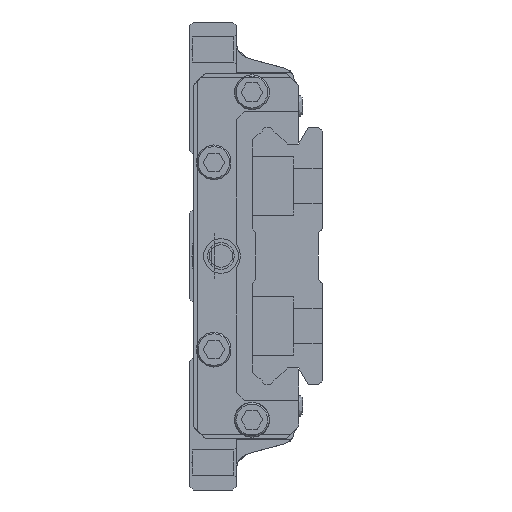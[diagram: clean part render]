
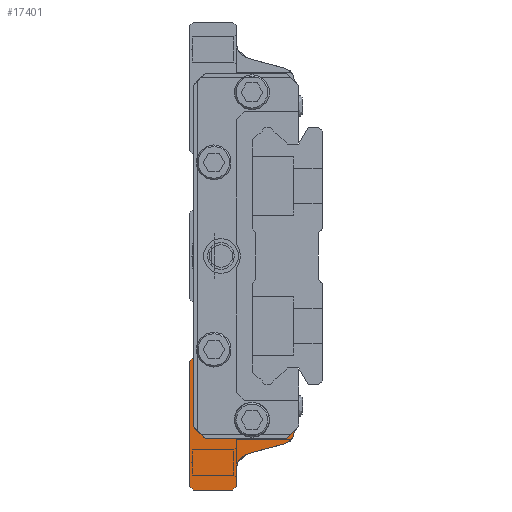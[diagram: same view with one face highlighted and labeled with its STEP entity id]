
A CAD part, left-side view. The second image highlights one B-rep face of the part: STEP entity #17401.
In plain terms, the highlighted planar face has unit normal (-1, 0, 0).
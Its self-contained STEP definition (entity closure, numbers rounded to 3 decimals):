
#250 = VECTOR ( 'NONE', #23709, 1000. ) ;
#549 = ORIENTED_EDGE ( 'NONE', *, *, #11245, .T. ) ;
#1406 = VECTOR ( 'NONE', #15984, 1000. ) ;
#1676 = CARTESIAN_POINT ( 'NONE',  ( -16.8, 9., -30. ) ) ;
#2323 = LINE ( 'NONE', #7100, #4187 ) ;
#2436 = DIRECTION ( 'NONE',  ( 0., 0., -1. ) ) ;
#2603 = ORIENTED_EDGE ( 'NONE', *, *, #13767, .F. ) ;
#2906 = LINE ( 'NONE', #27192, #31440 ) ;
#2908 = VERTEX_POINT ( 'NONE', #4954 ) ;
#3952 = VERTEX_POINT ( 'NONE', #16584 ) ;
#4187 = VECTOR ( 'NONE', #9635, 1000. ) ;
#4237 = ORIENTED_EDGE ( 'NONE', *, *, #27456, .F. ) ;
#4452 = ORIENTED_EDGE ( 'NONE', *, *, #13931, .T. ) ;
#4505 = ORIENTED_EDGE ( 'NONE', *, *, #23770, .F. ) ;
#4695 = ORIENTED_EDGE ( 'NONE', *, *, #27601, .F. ) ;
#4954 = CARTESIAN_POINT ( 'NONE',  ( -16.8, 14.5, -29.5 ) ) ;
#4970 = CARTESIAN_POINT ( 'NONE',  ( -16.8, 0.5, 21.9 ) ) ;
#5088 = CARTESIAN_POINT ( 'NONE',  ( -16.8, 6.5, -30. ) ) ;
#5220 = VERTEX_POINT ( 'NONE', #1676 ) ;
#5593 = VERTEX_POINT ( 'NONE', #27397 ) ;
#5948 = DIRECTION ( 'NONE',  ( 1., 0., 0. ) ) ;
#6393 = ORIENTED_EDGE ( 'NONE', *, *, #29203, .T. ) ;
#6909 = CARTESIAN_POINT ( 'NONE',  ( -16.8, 8.5, -27.264 ) ) ;
#6936 = CARTESIAN_POINT ( 'NONE',  ( -16.8, 1.103, -22.5 ) ) ;
#7066 = DIRECTION ( 'NONE',  ( -1., 0., 0. ) ) ;
#7100 = CARTESIAN_POINT ( 'NONE',  ( -16.8, 14.5, 27.264 ) ) ;
#7637 = DIRECTION ( 'NONE',  ( 0., 0., -1. ) ) ;
#7937 = VECTOR ( 'NONE', #16815, 1000. ) ;
#8259 = CARTESIAN_POINT ( 'NONE',  ( -16.8, 2.212, -24.045 ) ) ;
#8584 = LINE ( 'NONE', #18331, #17796 ) ;
#8649 = CIRCLE ( 'NONE', #27000, 2. ) ;
#8695 = LINE ( 'NONE', #16026, #250 ) ;
#8818 = DIRECTION ( 'NONE',  ( 0., -0.709, 0.705 ) ) ;
#9431 = EDGE_CURVE ( 'NONE', #5220, #3952, #8695, .T. ) ;
#9635 = DIRECTION ( 'NONE',  ( 0., 0., 1. ) ) ;
#9859 = CARTESIAN_POINT ( 'NONE',  ( -16.8, 8.5, 27.264 ) ) ;
#10125 = CARTESIAN_POINT ( 'NONE',  ( -16.8, 12.5, -23.4 ) ) ;
#10196 = CARTESIAN_POINT ( 'NONE',  ( -16.8, 14., -30. ) ) ;
#10385 = DIRECTION ( 'NONE',  ( 0., 0., -1. ) ) ;
#10501 = ORIENTED_EDGE ( 'NONE', *, *, #12962, .F. ) ;
#10919 = ORIENTED_EDGE ( 'NONE', *, *, #15846, .F. ) ;
#11169 = CARTESIAN_POINT ( 'NONE',  ( -16.8, 14., 6. ) ) ;
#11245 = EDGE_CURVE ( 'NONE', #29230, #27891, #30698, .T. ) ;
#11956 = EDGE_CURVE ( 'NONE', #16589, #29583, #27269, .T. ) ;
#12088 = DIRECTION ( 'NONE',  ( 0., 1., 0. ) ) ;
#12933 = DIRECTION ( 'NONE',  ( 0., -1., 0. ) ) ;
#12962 = EDGE_CURVE ( 'NONE', #29583, #30755, #8649, .T. ) ;
#13767 = EDGE_CURVE ( 'NONE', #5220, #30803, #19310, .T. ) ;
#13931 = EDGE_CURVE ( 'NONE', #18107, #28185, #8584, .T. ) ;
#14682 = DIRECTION ( 'NONE',  ( 0., 0., 1. ) ) ;
#14855 = ORIENTED_EDGE ( 'NONE', *, *, #11956, .F. ) ;
#14935 = EDGE_CURVE ( 'NONE', #30755, #3952, #22063, .T. ) ;
#15221 = CARTESIAN_POINT ( 'NONE',  ( -16.8, 14., -13. ) ) ;
#15728 = VECTOR ( 'NONE', #8818, 1000. ) ;
#15846 = EDGE_CURVE ( 'NONE', #2908, #28185, #2323, .T. ) ;
#15984 = DIRECTION ( 'NONE',  ( 0., 0., 1. ) ) ;
#16026 = CARTESIAN_POINT ( 'NONE',  ( -16.8, 8.5, -29.5 ) ) ;
#16208 = VECTOR ( 'NONE', #25352, 1000. ) ;
#16584 = CARTESIAN_POINT ( 'NONE',  ( -16.8, 8.5, -29.5 ) ) ;
#16589 = VERTEX_POINT ( 'NONE', #29321 ) ;
#16635 = CARTESIAN_POINT ( 'NONE',  ( -16.8, 6.5, -27.264 ) ) ;
#16757 = CARTESIAN_POINT ( 'NONE',  ( -16.8, 0.5, -21.8 ) ) ;
#16815 = DIRECTION ( 'NONE',  ( 0., -0.707, -0.707 ) ) ;
#16892 = CARTESIAN_POINT ( 'NONE',  ( -16.8, 14., -21.9 ) ) ;
#17066 = CARTESIAN_POINT ( 'NONE',  ( -16.8, 2.6, -22.596 ) ) ;
#17401 = ADVANCED_FACE ( 'NONE', ( #25622 ), #23225, .F. ) ;
#17552 = LINE ( 'NONE', #10196, #27474 ) ;
#17712 = ORIENTED_EDGE ( 'NONE', *, *, #23232, .T. ) ;
#17796 = VECTOR ( 'NONE', #29814, 1000. ) ;
#18067 = LINE ( 'NONE', #11169, #1406 ) ;
#18107 = VERTEX_POINT ( 'NONE', #15221 ) ;
#18331 = CARTESIAN_POINT ( 'NONE',  ( -16.8, 14.5, -13.5 ) ) ;
#18824 = LINE ( 'NONE', #31281, #19648 ) ;
#18845 = AXIS2_PLACEMENT_3D ( 'NONE', #27843, #5948, #10385 ) ;
#19016 = CARTESIAN_POINT ( 'NONE',  ( -16.8, 14.5, -13.5 ) ) ;
#19120 = EDGE_CURVE ( 'NONE', #29230, #16589, #19444, .T. ) ;
#19310 = LINE ( 'NONE', #5088, #26044 ) ;
#19444 = CIRCLE ( 'NONE', #26082, 1.5 ) ;
#19648 = VECTOR ( 'NONE', #28874, 1000. ) ;
#20102 = CARTESIAN_POINT ( 'NONE',  ( -16.8, 7.017, -25.332 ) ) ;
#20366 = VECTOR ( 'NONE', #14682, 1000. ) ;
#21154 = VERTEX_POINT ( 'NONE', #10125 ) ;
#21891 = DIRECTION ( 'NONE',  ( 0., 0., -1. ) ) ;
#21965 = CARTESIAN_POINT ( 'NONE',  ( -16.8, 14., -21.9 ) ) ;
#22063 = LINE ( 'NONE', #9859, #29612 ) ;
#22550 = ORIENTED_EDGE ( 'NONE', *, *, #14935, .F. ) ;
#23225 = PLANE ( 'NONE',  #18845 ) ;
#23232 = EDGE_CURVE ( 'NONE', #25373, #18107, #18067, .T. ) ;
#23314 = ORIENTED_EDGE ( 'NONE', *, *, #9431, .T. ) ;
#23709 = DIRECTION ( 'NONE',  ( 0., -0.707, 0.707 ) ) ;
#23770 = EDGE_CURVE ( 'NONE', #5593, #24877, #18824, .T. ) ;
#24049 = DIRECTION ( 'NONE',  ( 0., -0.707, -0.707 ) ) ;
#24303 = CARTESIAN_POINT ( 'NONE',  ( -16.8, 14., -30. ) ) ;
#24463 = ORIENTED_EDGE ( 'NONE', *, *, #30805, .T. ) ;
#24587 = DIRECTION ( 'NONE',  ( 1., 0., 0. ) ) ;
#24877 = VERTEX_POINT ( 'NONE', #16757 ) ;
#25352 = DIRECTION ( 'NONE',  ( 0., 0.966, -0.259 ) ) ;
#25373 = VERTEX_POINT ( 'NONE', #16892 ) ;
#25622 = FACE_OUTER_BOUND ( 'NONE', #25654, .T. ) ;
#25654 = EDGE_LOOP ( 'NONE', ( #4505, #4695, #4237, #17712, #4452, #10919, #6393, #2603, #23314, #22550, #10501, #14855, #28272, #549, #24463 ) ) ;
#26044 = VECTOR ( 'NONE', #12088, 1000. ) ;
#26082 = AXIS2_PLACEMENT_3D ( 'NONE', #17066, #24587, #7637 ) ;
#26412 = LINE ( 'NONE', #21965, #7937 ) ;
#27000 = AXIS2_PLACEMENT_3D ( 'NONE', #16635, #7066, #2436 ) ;
#27192 = CARTESIAN_POINT ( 'NONE',  ( -16.8, 6.5, -23.4 ) ) ;
#27269 = LINE ( 'NONE', #8259, #16208 ) ;
#27397 = CARTESIAN_POINT ( 'NONE',  ( -16.8, 2.1, -23.4 ) ) ;
#27456 = EDGE_CURVE ( 'NONE', #25373, #21154, #26412, .T. ) ;
#27474 = VECTOR ( 'NONE', #24049, 1000. ) ;
#27601 = EDGE_CURVE ( 'NONE', #21154, #5593, #2906, .T. ) ;
#27843 = CARTESIAN_POINT ( 'NONE',  ( -16.8, 6.5, 27.264 ) ) ;
#27891 = VERTEX_POINT ( 'NONE', #29234 ) ;
#28185 = VERTEX_POINT ( 'NONE', #19016 ) ;
#28272 = ORIENTED_EDGE ( 'NONE', *, *, #19120, .F. ) ;
#28637 = LINE ( 'NONE', #4970, #20366 ) ;
#28874 = DIRECTION ( 'NONE',  ( 0., -0.707, 0.707 ) ) ;
#29203 = EDGE_CURVE ( 'NONE', #2908, #30803, #17552, .T. ) ;
#29230 = VERTEX_POINT ( 'NONE', #6936 ) ;
#29234 = CARTESIAN_POINT ( 'NONE',  ( -16.8, 0.5, -21.9 ) ) ;
#29321 = CARTESIAN_POINT ( 'NONE',  ( -16.8, 2.212, -24.045 ) ) ;
#29583 = VERTEX_POINT ( 'NONE', #20102 ) ;
#29612 = VECTOR ( 'NONE', #21891, 1000. ) ;
#29814 = DIRECTION ( 'NONE',  ( 0., 0.707, -0.707 ) ) ;
#30369 = CARTESIAN_POINT ( 'NONE',  ( -16.8, 0.5, -21.9 ) ) ;
#30698 = LINE ( 'NONE', #30369, #15728 ) ;
#30755 = VERTEX_POINT ( 'NONE', #6909 ) ;
#30803 = VERTEX_POINT ( 'NONE', #24303 ) ;
#30805 = EDGE_CURVE ( 'NONE', #27891, #24877, #28637, .T. ) ;
#31281 = CARTESIAN_POINT ( 'NONE',  ( -16.8, 2.1, -23.4 ) ) ;
#31440 = VECTOR ( 'NONE', #12933, 1000. ) ;
